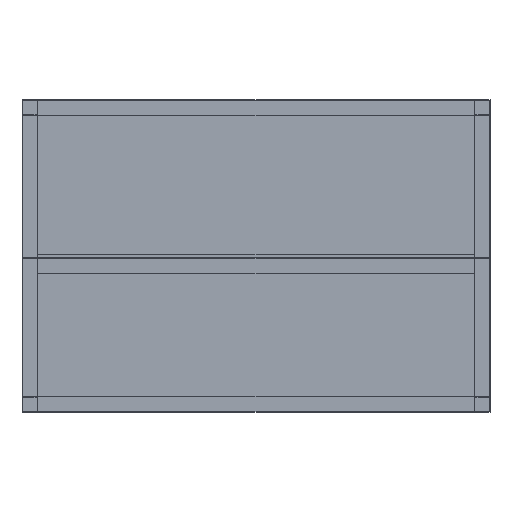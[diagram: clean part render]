
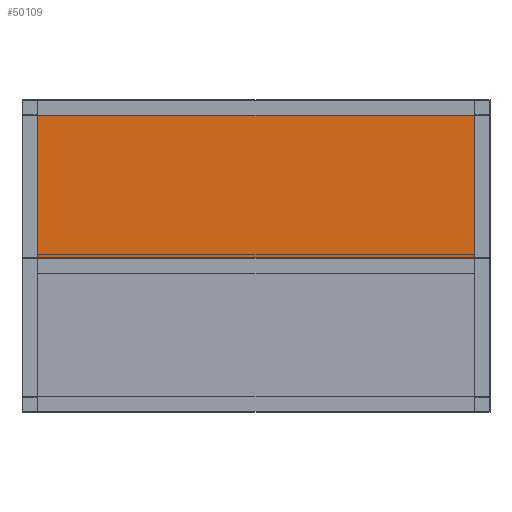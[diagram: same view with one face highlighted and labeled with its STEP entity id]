
A CAD part, front view. The second image highlights one B-rep face of the part: STEP entity #50109.
In plain terms, the highlighted free-form (B-spline) face has degree [1, 1] with [2, 2] control points.
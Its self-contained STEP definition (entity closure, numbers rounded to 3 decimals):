
#50011 = VERTEX_POINT('',#50012);
#50012 = CARTESIAN_POINT('',(-686.06,-1838.641,
    -4.574));
#50017 = EDGE_CURVE('',#50018,#50011,#50020,.T.);
#50018 = VERTEX_POINT('',#50019);
#50019 = CARTESIAN_POINT('',(-686.06,-1838.641,
    457.373));
#50020 = B_SPLINE_CURVE_WITH_KNOTS('',1,(#50021,#50022),.UNSPECIFIED.,
  .F.,.F.,(2,2),(0.,404.),.PIECEWISE_BEZIER_KNOTS.);
#50021 = CARTESIAN_POINT('',(-686.06,-1838.641,
    457.373));
#50022 = CARTESIAN_POINT('',(-686.06,-1838.641,
    -4.574));
#50045 = VERTEX_POINT('',#50046);
#50046 = CARTESIAN_POINT('',(686.06,-1838.641,
    -4.574));
#50051 = EDGE_CURVE('',#50011,#50045,#50052,.T.);
#50052 = B_SPLINE_CURVE_WITH_KNOTS('',1,(#50053,#50054),.UNSPECIFIED.,
  .F.,.F.,(2,2),(0.,1200.),.PIECEWISE_BEZIER_KNOTS.);
#50053 = CARTESIAN_POINT('',(-686.06,-1838.641,
    -4.574));
#50054 = CARTESIAN_POINT('',(686.06,-1838.641,
    -4.574));
#50073 = VERTEX_POINT('',#50074);
#50074 = CARTESIAN_POINT('',(686.06,-1838.641,
    457.373));
#50079 = EDGE_CURVE('',#50073,#50045,#50080,.T.);
#50080 = B_SPLINE_CURVE_WITH_KNOTS('',1,(#50081,#50082),.UNSPECIFIED.,
  .F.,.F.,(2,2),(0.,404.),.PIECEWISE_BEZIER_KNOTS.);
#50081 = CARTESIAN_POINT('',(686.06,-1838.641,
    457.373));
#50082 = CARTESIAN_POINT('',(686.06,-1838.641,
    -4.574));
#50099 = EDGE_CURVE('',#50018,#50073,#50100,.T.);
#50100 = B_SPLINE_CURVE_WITH_KNOTS('',1,(#50101,#50102),.UNSPECIFIED.,
  .F.,.F.,(2,2),(0.,1200.),.PIECEWISE_BEZIER_KNOTS.);
#50101 = CARTESIAN_POINT('',(-686.06,-1838.641,
    457.373));
#50102 = CARTESIAN_POINT('',(686.06,-1838.641,
    457.373));
#50109 = ADVANCED_FACE('',(#50110),#50116,.T.);
#50110 = FACE_BOUND('',#50111,.T.);
#50111 = EDGE_LOOP('',(#50112,#50113,#50114,#50115));
#50112 = ORIENTED_EDGE('',*,*,#50017,.T.);
#50113 = ORIENTED_EDGE('',*,*,#50051,.T.);
#50114 = ORIENTED_EDGE('',*,*,#50079,.F.);
#50115 = ORIENTED_EDGE('',*,*,#50099,.F.);
#50116 = B_SPLINE_SURFACE_WITH_KNOTS('',1,1,(
    (#50117,#50118)
    ,(#50119,#50120
  )),.UNSPECIFIED.,.F.,.F.,.F.,(2,2),(2,2),(-600.,600.),(-8.,396.),
  .PIECEWISE_BEZIER_KNOTS.);
#50117 = CARTESIAN_POINT('',(686.06,-1838.641,
    457.373));
#50118 = CARTESIAN_POINT('',(686.06,-1838.641,
    -4.574));
#50119 = CARTESIAN_POINT('',(-686.06,-1838.641,
    457.373));
#50120 = CARTESIAN_POINT('',(-686.06,-1838.641,
    -4.574));
